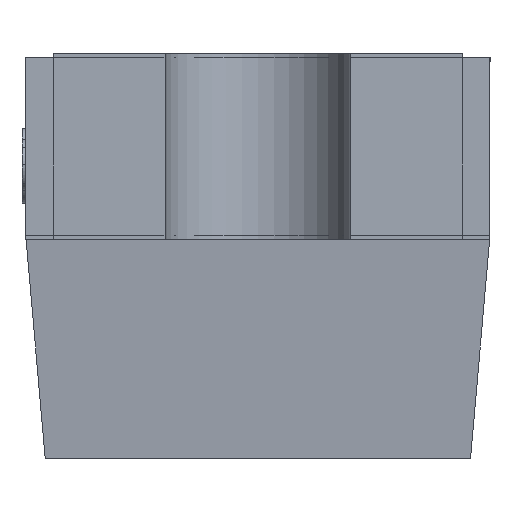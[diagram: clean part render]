
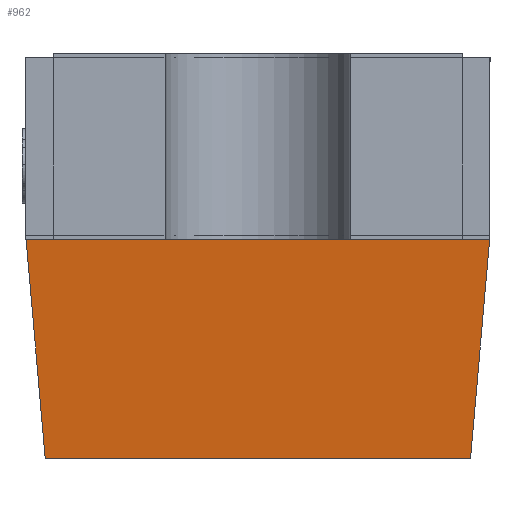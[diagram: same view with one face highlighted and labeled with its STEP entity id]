
A CAD part, left-side view. The second image highlights one B-rep face of the part: STEP entity #962.
In plain terms, the highlighted planar face has unit normal (-0.996, 0, -0.087).
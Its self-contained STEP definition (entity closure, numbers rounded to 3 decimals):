
#132 = CARTESIAN_POINT ( 'NONE',  ( -0.7, -0.606, 0.345 ) ) ;
#167 = LINE ( 'NONE', #4194, #11176 ) ;
#962 = ADVANCED_FACE ( 'NONE', ( #5277 ), #10024, .T. ) ;
#983 = DIRECTION ( 'NONE',  ( -0.087, 0.087, 0.992 ) ) ;
#2524 = CARTESIAN_POINT ( 'NONE',  ( -0.7, -0.606, 0.345 ) ) ;
#2688 = CARTESIAN_POINT ( 'NONE',  ( -0.648, 0.591, -0.255 ) ) ;
#3386 = LINE ( 'NONE', #15709, #15022 ) ;
#3826 = DIRECTION ( 'NONE',  ( 0.087, 0., -0.996 ) ) ;
#4194 = CARTESIAN_POINT ( 'NONE',  ( -0.648, -0.606, -0.255 ) ) ;
#4266 = DIRECTION ( 'NONE',  ( -0.087, -0.087, 0.992 ) ) ;
#4449 = ORIENTED_EDGE ( 'NONE', *, *, #8119, .T. ) ;
#4747 = VERTEX_POINT ( 'NONE', #2688 ) ;
#5277 = FACE_OUTER_BOUND ( 'NONE', #7821, .T. ) ;
#6567 = ORIENTED_EDGE ( 'NONE', *, *, #7331, .F. ) ;
#7331 = EDGE_CURVE ( 'NONE', #4747, #15380, #3386, .T. ) ;
#7821 = EDGE_LOOP ( 'NONE', ( #10694, #6567, #7912, #4449 ) ) ;
#7912 = ORIENTED_EDGE ( 'NONE', *, *, #15954, .F. ) ;
#8119 = EDGE_CURVE ( 'NONE', #15187, #12782, #15551, .T. ) ;
#8413 = AXIS2_PLACEMENT_3D ( 'NONE', #2524, #15185, #3826 ) ;
#9388 = LINE ( 'NONE', #11806, #10901 ) ;
#10024 = PLANE ( 'NONE',  #8413 ) ;
#10095 = VECTOR ( 'NONE', #4266, 1000. ) ;
#10300 = CARTESIAN_POINT ( 'NONE',  ( -0.648, -0.554, -0.255 ) ) ;
#10694 = ORIENTED_EDGE ( 'NONE', *, *, #10882, .T. ) ;
#10882 = EDGE_CURVE ( 'NONE', #12782, #15380, #9388, .T. ) ;
#10901 = VECTOR ( 'NONE', #13212, 1000. ) ;
#11176 = VECTOR ( 'NONE', #11600, 1000. ) ;
#11600 = DIRECTION ( 'NONE',  ( 0., 1., 0. ) ) ;
#11675 = CARTESIAN_POINT ( 'NONE',  ( -0.7, -0.606, 0.345 ) ) ;
#11806 = CARTESIAN_POINT ( 'NONE',  ( -0.7, -0.606, 0.345 ) ) ;
#12087 = CARTESIAN_POINT ( 'NONE',  ( -0.7, 0.644, 0.345 ) ) ;
#12782 = VERTEX_POINT ( 'NONE', #132 ) ;
#13212 = DIRECTION ( 'NONE',  ( 0., 1., 0. ) ) ;
#15022 = VECTOR ( 'NONE', #983, 1000. ) ;
#15185 = DIRECTION ( 'NONE',  ( -0.996, 0., -0.087 ) ) ;
#15187 = VERTEX_POINT ( 'NONE', #10300 ) ;
#15380 = VERTEX_POINT ( 'NONE', #12087 ) ;
#15551 = LINE ( 'NONE', #11675, #10095 ) ;
#15709 = CARTESIAN_POINT ( 'NONE',  ( -0.7, 0.644, 0.345 ) ) ;
#15954 = EDGE_CURVE ( 'NONE', #15187, #4747, #167, .T. ) ;
